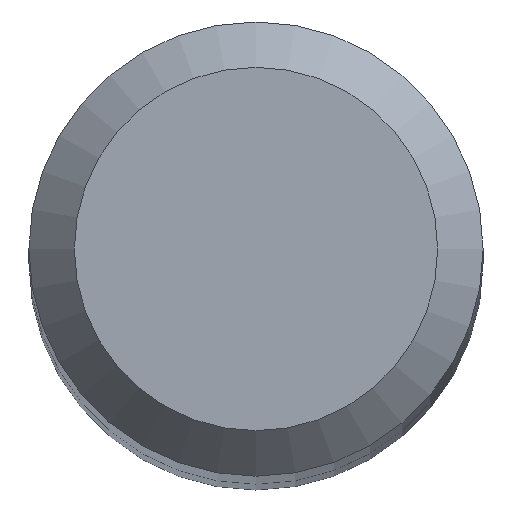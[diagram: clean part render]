
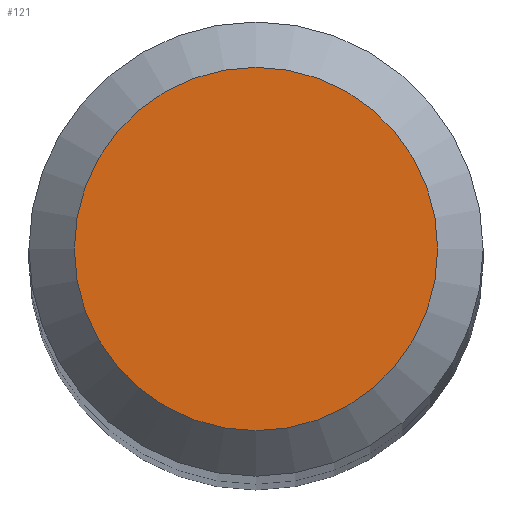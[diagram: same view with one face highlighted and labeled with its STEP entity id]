
A CAD part, top view. The second image highlights one B-rep face of the part: STEP entity #121.
In plain terms, the highlighted planar face has unit normal (0, 0, 1).
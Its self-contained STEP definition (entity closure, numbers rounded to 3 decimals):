
#13 = VERTEX_POINT ( 'NONE', #47 ) ;
#26 = AXIS2_PLACEMENT_3D ( 'NONE', #198, #126, #111 ) ;
#28 = ORIENTED_EDGE ( 'NONE', *, *, #53, .F. ) ;
#47 = CARTESIAN_POINT ( 'NONE',  ( 0., 1.6, 70. ) ) ;
#53 = EDGE_CURVE ( 'NONE', #13, #13, #108, .T. ) ;
#67 = DIRECTION ( 'NONE',  ( 0., 1., 0. ) ) ;
#80 = PLANE ( 'NONE',  #178 ) ;
#108 = CIRCLE ( 'NONE', #26, 1.6 ) ;
#111 = DIRECTION ( 'NONE',  ( 0., 1., 0. ) ) ;
#112 = DIRECTION ( 'NONE',  ( 0., 0., -1. ) ) ;
#121 = ADVANCED_FACE ( 'NONE', ( #173 ), #80, .F. ) ;
#126 = DIRECTION ( 'NONE',  ( 0., 0., -1. ) ) ;
#137 = CARTESIAN_POINT ( 'NONE',  ( 0., 0., 70. ) ) ;
#146 = EDGE_LOOP ( 'NONE', ( #28 ) ) ;
#173 = FACE_OUTER_BOUND ( 'NONE', #146, .T. ) ;
#178 = AXIS2_PLACEMENT_3D ( 'NONE', #137, #112, #67 ) ;
#198 = CARTESIAN_POINT ( 'NONE',  ( 0., 0., 70. ) ) ;
